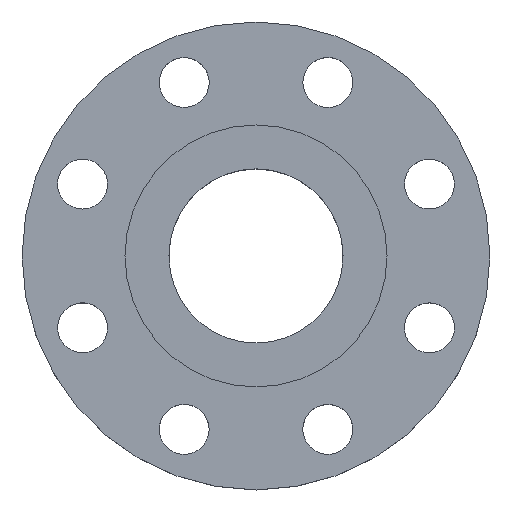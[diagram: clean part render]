
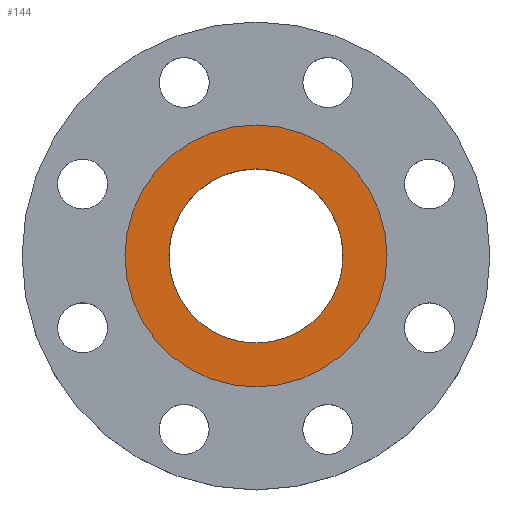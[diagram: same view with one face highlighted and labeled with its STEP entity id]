
A CAD part, top view. The second image highlights one B-rep face of the part: STEP entity #144.
In plain terms, the highlighted planar face has unit normal (0, 0, 1).
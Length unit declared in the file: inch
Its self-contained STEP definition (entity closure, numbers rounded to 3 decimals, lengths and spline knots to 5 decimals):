
#26 = EDGE_LOOP ( 'NONE', ( #806, #269 ) ) ;
#31 = AXIS2_PLACEMENT_3D ( 'NONE', #148, #727, #562 ) ;
#73 = EDGE_CURVE ( 'NONE', #971, #183, #425, .T. ) ;
#81 = DIRECTION ( 'NONE',  ( 0., 0., 1. ) ) ;
#88 = ORIENTED_EDGE ( 'NONE', *, *, #73, .F. ) ;
#129 = CIRCLE ( 'NONE', #753, 1.535 ) ;
#138 = FACE_BOUND ( 'NONE', #346, .T. ) ;
#144 = ADVANCED_FACE ( 'NONE', ( #138, #818 ), #1066, .T. ) ;
#145 = DIRECTION ( 'NONE',  ( 1., 0., 0. ) ) ;
#148 = CARTESIAN_POINT ( 'NONE',  ( 0., 0., 0.0625 ) ) ;
#183 = VERTEX_POINT ( 'NONE', #672 ) ;
#257 = DIRECTION ( 'NONE',  ( 1., 0., 0. ) ) ;
#269 = ORIENTED_EDGE ( 'NONE', *, *, #395, .T. ) ;
#271 = CARTESIAN_POINT ( 'NONE',  ( 0., 0., 0.0625 ) ) ;
#298 = ORIENTED_EDGE ( 'NONE', *, *, #1059, .F. ) ;
#345 = CARTESIAN_POINT ( 'NONE',  ( 2.31, 0., 0.0625 ) ) ;
#346 = EDGE_LOOP ( 'NONE', ( #298, #88 ) ) ;
#381 = DIRECTION ( 'NONE',  ( 0., 0., 1. ) ) ;
#395 = EDGE_CURVE ( 'NONE', #856, #1040, #522, .T. ) ;
#414 = CARTESIAN_POINT ( 'NONE',  ( 0., 0., 0.0625 ) ) ;
#425 = CIRCLE ( 'NONE', #590, 1.535 ) ;
#474 = DIRECTION ( 'NONE',  ( 1., 0., 0. ) ) ;
#522 = CIRCLE ( 'NONE', #31, 2.31 ) ;
#523 = CIRCLE ( 'NONE', #540, 2.31 ) ;
#540 = AXIS2_PLACEMENT_3D ( 'NONE', #414, #81, #257 ) ;
#562 = DIRECTION ( 'NONE',  ( 1., 0., 0. ) ) ;
#569 = CARTESIAN_POINT ( 'NONE',  ( 0., 0., 0.0625 ) ) ;
#590 = AXIS2_PLACEMENT_3D ( 'NONE', #795, #381, #474 ) ;
#672 = CARTESIAN_POINT ( 'NONE',  ( -1.535, 0., 0.0625 ) ) ;
#696 = DIRECTION ( 'NONE',  ( 1., 0., 0. ) ) ;
#727 = DIRECTION ( 'NONE',  ( 0., 0., 1. ) ) ;
#753 = AXIS2_PLACEMENT_3D ( 'NONE', #271, #1112, #696 ) ;
#786 = CARTESIAN_POINT ( 'NONE',  ( -2.31, 0., 0.0625 ) ) ;
#795 = CARTESIAN_POINT ( 'NONE',  ( 0., 0., 0.0625 ) ) ;
#806 = ORIENTED_EDGE ( 'NONE', *, *, #819, .T. ) ;
#811 = DIRECTION ( 'NONE',  ( 0., 0., 1. ) ) ;
#818 = FACE_OUTER_BOUND ( 'NONE', #26, .T. ) ;
#819 = EDGE_CURVE ( 'NONE', #1040, #856, #523, .T. ) ;
#856 = VERTEX_POINT ( 'NONE', #345 ) ;
#954 = AXIS2_PLACEMENT_3D ( 'NONE', #569, #811, #145 ) ;
#971 = VERTEX_POINT ( 'NONE', #1050 ) ;
#1040 = VERTEX_POINT ( 'NONE', #786 ) ;
#1050 = CARTESIAN_POINT ( 'NONE',  ( 1.535, 0., 0.0625 ) ) ;
#1059 = EDGE_CURVE ( 'NONE', #183, #971, #129, .T. ) ;
#1066 = PLANE ( 'NONE',  #954 ) ;
#1112 = DIRECTION ( 'NONE',  ( 0., 0., 1. ) ) ;
